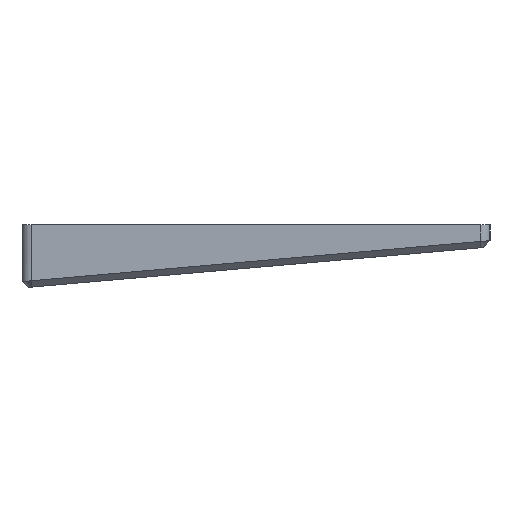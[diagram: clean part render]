
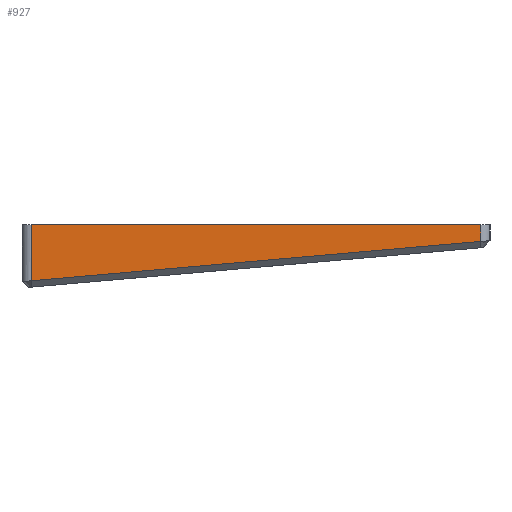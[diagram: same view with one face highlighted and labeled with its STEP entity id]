
A CAD part, left-side view. The second image highlights one B-rep face of the part: STEP entity #927.
In plain terms, the highlighted planar face has unit normal (-1, 0, 0).
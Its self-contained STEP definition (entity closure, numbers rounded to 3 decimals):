
#54=B_SPLINE_CURVE_WITH_KNOTS('',3,(#1807,#1808,#1809,#1810),
 .UNSPECIFIED.,.F.,.F.,(4,4),(1.513,1.571),
 .UNSPECIFIED.);
#95=PLANE('',#1006);
#151=FACE_OUTER_BOUND('',#217,.T.);
#217=EDGE_LOOP('',(#819,#820,#821,#822,#823));
#286=LINE('',#1786,#358);
#291=LINE('',#1847,#363);
#292=LINE('',#1856,#364);
#293=LINE('',#1857,#365);
#358=VECTOR('',#1171,10.);
#363=VECTOR('',#1184,1.5);
#364=VECTOR('',#1195,10.);
#365=VECTOR('',#1196,10.);
#459=VERTEX_POINT('',#1741);
#461=VERTEX_POINT('',#1779);
#464=VERTEX_POINT('',#1784);
#468=VERTEX_POINT('',#1846);
#471=VERTEX_POINT('',#1855);
#578=EDGE_CURVE('',#464,#461,#286,.T.);
#580=EDGE_CURVE('',#459,#464,#54,.T.);
#588=EDGE_CURVE('',#468,#461,#291,.T.);
#592=EDGE_CURVE('',#471,#459,#292,.T.);
#593=EDGE_CURVE('',#468,#471,#293,.T.);
#819=ORIENTED_EDGE('',*,*,#580,.F.);
#820=ORIENTED_EDGE('',*,*,#592,.F.);
#821=ORIENTED_EDGE('',*,*,#593,.F.);
#822=ORIENTED_EDGE('',*,*,#588,.T.);
#823=ORIENTED_EDGE('',*,*,#578,.F.);
#927=ADVANCED_FACE('',(#151),#95,.T.);
#1006=AXIS2_PLACEMENT_3D('',#1854,#1193,#1194);
#1171=DIRECTION('',(0.,0.996,-0.087));
#1184=DIRECTION('',(0.,0.,-1.));
#1193=DIRECTION('center_axis',(-1.,0.,0.));
#1194=DIRECTION('ref_axis',(0.,1.,0.));
#1195=DIRECTION('',(0.,0.,-1.));
#1196=DIRECTION('',(0.,-1.,0.));
#1741=CARTESIAN_POINT('',(89.963,-128.494,-11.847));
#1779=CARTESIAN_POINT('',(89.963,-57.494,-18.058));
#1784=CARTESIAN_POINT('',(89.963,-128.407,-11.854));
#1786=CARTESIAN_POINT('',(89.963,-107.763,-13.66));
#1807=CARTESIAN_POINT('Ctrl Pts',(89.963,-128.494,-11.847));
#1808=CARTESIAN_POINT('Ctrl Pts',(89.963,-128.465,-11.849));
#1809=CARTESIAN_POINT('Ctrl Pts',(89.963,-128.436,-11.852));
#1810=CARTESIAN_POINT('Ctrl Pts',(89.963,-128.407,-11.854));
#1846=CARTESIAN_POINT('',(89.963,-57.494,-9.194));
#1847=CARTESIAN_POINT('',(89.963,-57.494,-9.194));
#1854=CARTESIAN_POINT('Origin',(89.963,-124.994,-9.194));
#1855=CARTESIAN_POINT('',(89.963,-128.494,-9.194));
#1856=CARTESIAN_POINT('',(89.963,-128.494,-9.194));
#1857=CARTESIAN_POINT('',(89.963,-107.744,-9.194));
